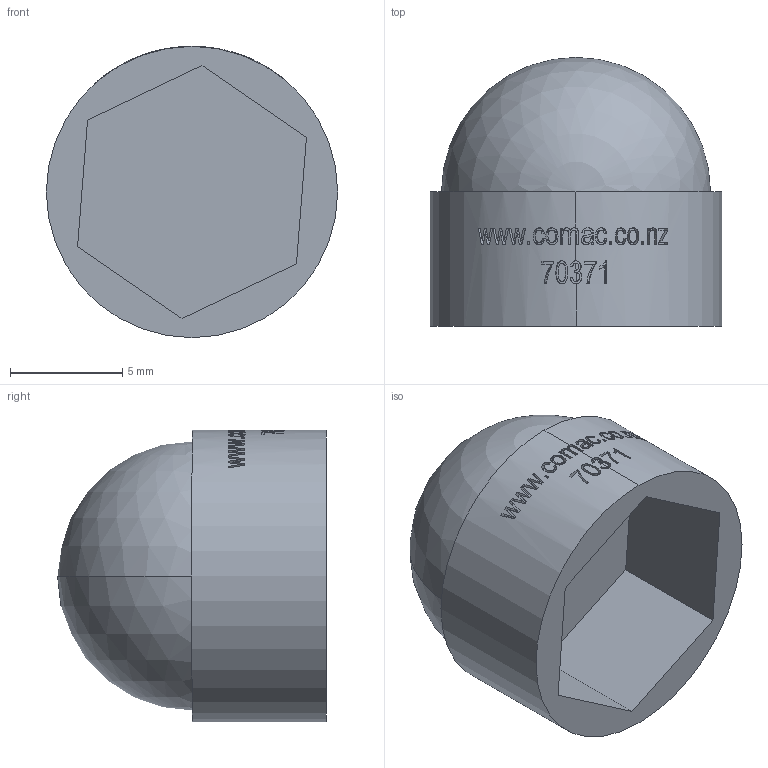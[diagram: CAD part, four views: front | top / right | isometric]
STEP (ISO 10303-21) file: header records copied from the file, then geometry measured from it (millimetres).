
FILE_DESCRIPTION (( 'STEP AP214' ), '1' );
FILE_NAME ('70371-Nut Cover Polyethylene White 9.8mm M6.STEP', '2018-12-21T00:52:49', ( '' ), ( '' ), 'SwSTEP 2.0', 'SolidWorks 2018', '' );
FILE_SCHEMA (( 'AUTOMOTIVE_DESIGN' ));
Length unit declared in the file: millimetre
Products named in the file (1): 70371-Nut Cover Polyethylene White 9.8mm M6
Bounding box: 13 x 12 x 13 mm (x, y, z)
Volume: 790.5 mm3; surface area: 827.4 mm2
Topology: 1 solids, 1 shells, 262 faces, 712 edges, 474 vertices
Faces by surface type: bspline 148, plane 84, cylinder 28, sphere 2
Entity records: 15763 total; most frequent: CARTESIAN_POINT 10436, ORIENTED_EDGE 1416, EDGE_CURVE 708, DIRECTION 549, B_SPLINE_CURVE_WITH_KNOTS 483, VERTEX_POINT 472, EDGE_LOOP 286, ADVANCED_FACE 262
